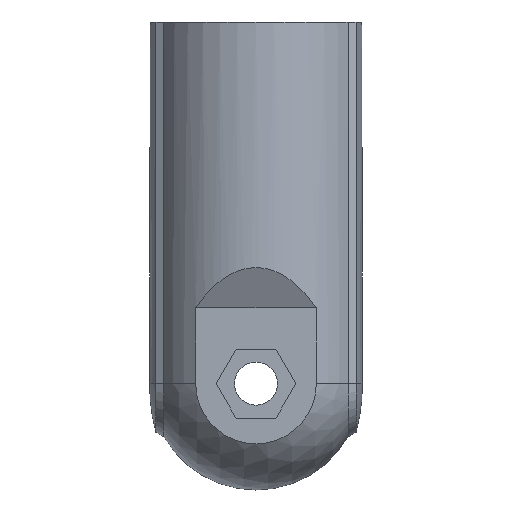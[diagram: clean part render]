
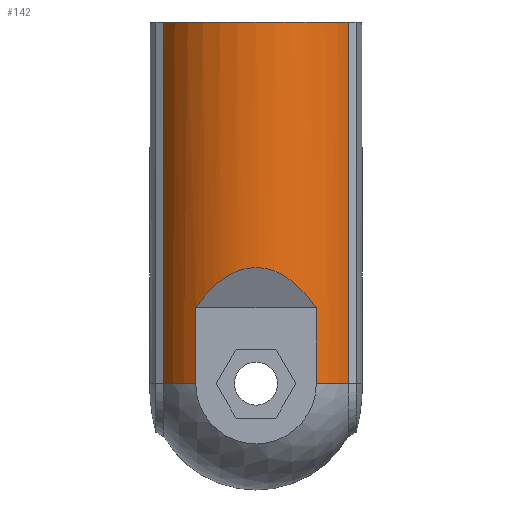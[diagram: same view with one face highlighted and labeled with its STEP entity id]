
A CAD part, left-side view. The second image highlights one B-rep face of the part: STEP entity #142.
In plain terms, the highlighted cylindrical face has radius 20 mm (diameter 40 mm), a partial arc.
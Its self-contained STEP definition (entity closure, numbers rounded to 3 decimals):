
#142 = ADVANCED_FACE( '', ( #386 ), #387, .T. );
#386 = FACE_OUTER_BOUND( '', #753, .T. );
#387 = CYLINDRICAL_SURFACE( '', #754, 20. );
#753 = EDGE_LOOP( '', ( #1128, #1129, #1130, #1131, #1132, #1133, #1134, #1135 ) );
#754 = AXIS2_PLACEMENT_3D( '', #1136, #1137, #1138 );
#1128 = ORIENTED_EDGE( '', *, *, #2129, .T. );
#1129 = ORIENTED_EDGE( '', *, *, #2130, .T. );
#1130 = ORIENTED_EDGE( '', *, *, #2131, .T. );
#1131 = ORIENTED_EDGE( '', *, *, #2132, .T. );
#1132 = ORIENTED_EDGE( '', *, *, #2133, .F. );
#1133 = ORIENTED_EDGE( '', *, *, #2134, .F. );
#1134 = ORIENTED_EDGE( '', *, *, #2135, .T. );
#1135 = ORIENTED_EDGE( '', *, *, #2136, .T. );
#1136 = CARTESIAN_POINT( '', ( 0., 0., -68.01 ) );
#1137 = DIRECTION( '', ( 0., 0., -1. ) );
#1138 = DIRECTION( '', ( 1., 0., 0. ) );
#2129 = EDGE_CURVE( '', #2533, #2534, #2535, .F. );
#2130 = EDGE_CURVE( '', #2534, #2536, #2537, .F. );
#2131 = EDGE_CURVE( '', #2536, #2538, #2539, .F. );
#2132 = EDGE_CURVE( '', #2538, #2540, #2541, .T. );
#2133 = EDGE_CURVE( '', #2542, #2540, #2543, .T. );
#2134 = EDGE_CURVE( '', #2544, #2542, #2545, .T. );
#2135 = EDGE_CURVE( '', #2544, #2546, #2547, .F. );
#2136 = EDGE_CURVE( '', #2546, #2533, #2548, .T. );
#2533 = VERTEX_POINT( '', #3130 );
#2534 = VERTEX_POINT( '', #3131 );
#2535 = ELLIPSE( '', #3132, 47.324, 20. );
#2536 = VERTEX_POINT( '', #3133 );
#2537 = LINE( '', #3134, #3135 );
#2538 = VERTEX_POINT( '', #3136 );
#2539 = CIRCLE( '', #3137, 20. );
#2540 = VERTEX_POINT( '', #3138 );
#2541 = LINE( '', #3139, #3140 );
#2542 = VERTEX_POINT( '', #3141 );
#2543 = CIRCLE( '', #3142, 20. );
#2544 = VERTEX_POINT( '', #3143 );
#2545 = LINE( '', #3144, #3145 );
#2546 = VERTEX_POINT( '', #3146 );
#2547 = CIRCLE( '', #3147, 20. );
#2548 = LINE( '', #3148, #3149 );
#3130 = CARTESIAN_POINT( '', ( -16.5, 11.303, -53.7 ) );
#3131 = CARTESIAN_POINT( '', ( -16.5, -11.303, -53.7 ) );
#3132 = AXIS2_PLACEMENT_3D( '', #3998, #3999, #4000 );
#3133 = CARTESIAN_POINT( '', ( -16.5, -11.303, -67.99 ) );
#3134 = CARTESIAN_POINT( '', ( -16.5, -11.303, -68.01 ) );
#3135 = VECTOR( '', #4001, 1000. );
#3136 = CARTESIAN_POINT( '', ( -10., -17.321, -67.99 ) );
#3137 = AXIS2_PLACEMENT_3D( '', #4002, #4003, #4004 );
#3138 = CARTESIAN_POINT( '', ( -10., -17.321, 0. ) );
#3139 = CARTESIAN_POINT( '', ( -10., -17.321, -68.01 ) );
#3140 = VECTOR( '', #4005, 1000. );
#3141 = CARTESIAN_POINT( '', ( -10., 17.321, 0. ) );
#3142 = AXIS2_PLACEMENT_3D( '', #4006, #4007, #4008 );
#3143 = CARTESIAN_POINT( '', ( -10., 17.321, -67.99 ) );
#3144 = CARTESIAN_POINT( '', ( -10., 17.321, -68.01 ) );
#3145 = VECTOR( '', #4009, 1000. );
#3146 = CARTESIAN_POINT( '', ( -16.5, 11.303, -67.99 ) );
#3147 = AXIS2_PLACEMENT_3D( '', #4010, #4011, #4012 );
#3148 = CARTESIAN_POINT( '', ( -16.5, 11.303, -68.01 ) );
#3149 = VECTOR( '', #4013, 1000. );
#3998 = CARTESIAN_POINT( '', ( 0., 0., -89.084 ) );
#3999 = DIRECTION( '', ( -0.906, 0., -0.423 ) );
#4000 = DIRECTION( '', ( -0.423, 0., 0.906 ) );
#4001 = DIRECTION( '', ( 0., 0., 1. ) );
#4002 = CARTESIAN_POINT( '', ( 0., 0., -67.99 ) );
#4003 = DIRECTION( '', ( 0., 0., -1. ) );
#4004 = DIRECTION( '', ( -1., 0., 0. ) );
#4005 = DIRECTION( '', ( 0., 0., 1. ) );
#4006 = CARTESIAN_POINT( '', ( 0., 0., 0. ) );
#4007 = DIRECTION( '', ( 0., 0., 1. ) );
#4008 = DIRECTION( '', ( 1., 0., 0. ) );
#4009 = DIRECTION( '', ( 0., 0., 1. ) );
#4010 = CARTESIAN_POINT( '', ( 0., 0., -67.99 ) );
#4011 = DIRECTION( '', ( 0., 0., -1. ) );
#4012 = DIRECTION( '', ( -1., 0., 0. ) );
#4013 = DIRECTION( '', ( 0., 0., 1. ) );
